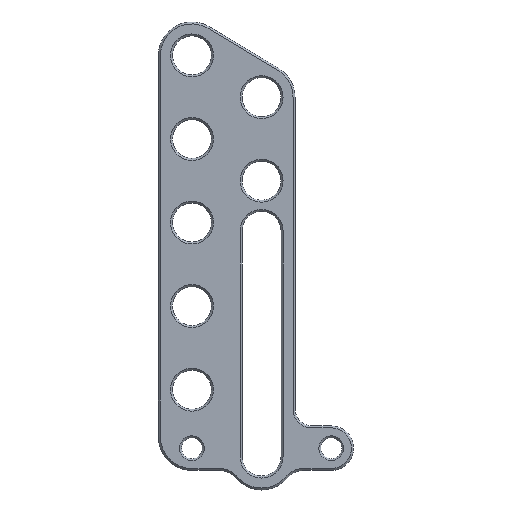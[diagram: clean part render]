
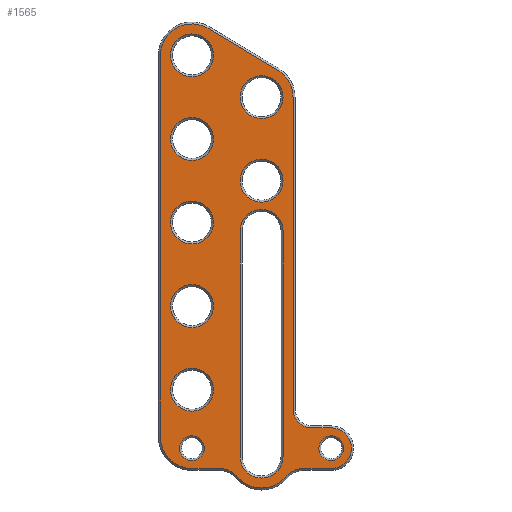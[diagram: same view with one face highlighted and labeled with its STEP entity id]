
A CAD part, front view. The second image highlights one B-rep face of the part: STEP entity #1565.
In plain terms, the highlighted planar face has unit normal (0, -1, 0).
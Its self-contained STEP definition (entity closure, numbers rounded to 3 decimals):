
#15=FACE_BOUND('',#327,.T.);
#16=FACE_BOUND('',#328,.T.);
#17=FACE_BOUND('',#329,.T.);
#18=FACE_BOUND('',#330,.T.);
#19=FACE_BOUND('',#331,.T.);
#20=FACE_BOUND('',#332,.T.);
#21=FACE_BOUND('',#333,.T.);
#22=FACE_BOUND('',#334,.T.);
#23=FACE_BOUND('',#335,.T.);
#24=FACE_BOUND('',#336,.T.);
#72=CIRCLE('',#1678,3.85);
#74=CIRCLE('',#1682,3.85);
#77=CIRCLE('',#1688,5.65);
#78=CIRCLE('',#1689,4.35);
#79=CIRCLE('',#1690,5.65);
#80=CIRCLE('',#1691,4.35);
#81=CIRCLE('',#1692,3.65);
#82=CIRCLE('',#1693,3.35);
#83=CIRCLE('',#1694,5.65);
#84=CIRCLE('',#1695,5.65);
#85=CIRCLE('',#1696,3.85);
#86=CIRCLE('',#1697,2.225);
#87=CIRCLE('',#1698,3.85);
#88=CIRCLE('',#1699,3.85);
#89=CIRCLE('',#1700,3.85);
#90=CIRCLE('',#1701,3.85);
#91=CIRCLE('',#1702,3.85);
#92=CIRCLE('',#1703,3.85);
#93=CIRCLE('',#1704,2.225);
#223=FACE_OUTER_BOUND('',#326,.T.);
#326=EDGE_LOOP('',(#1090,#1091,#1092,#1093,#1094,#1095,#1096,#1097,#1098,
#1099,#1100,#1101,#1102,#1103));
#327=EDGE_LOOP('',(#1104));
#328=EDGE_LOOP('',(#1105));
#329=EDGE_LOOP('',(#1106));
#330=EDGE_LOOP('',(#1107));
#331=EDGE_LOOP('',(#1108));
#332=EDGE_LOOP('',(#1109));
#333=EDGE_LOOP('',(#1110));
#334=EDGE_LOOP('',(#1111));
#335=EDGE_LOOP('',(#1112));
#336=EDGE_LOOP('',(#1113,#1114,#1115,#1116));
#453=LINE('',#2432,#577);
#458=LINE('',#2446,#582);
#464=LINE('',#2464,#588);
#465=LINE('',#2468,#589);
#466=LINE('',#2476,#590);
#467=LINE('',#2480,#591);
#468=LINE('',#2484,#592);
#469=LINE('',#2488,#593);
#577=VECTOR('',#1889,10.);
#582=VECTOR('',#1902,10.);
#588=VECTOR('',#1922,10.);
#589=VECTOR('',#1925,10.);
#590=VECTOR('',#1932,10.);
#591=VECTOR('',#1935,10.);
#592=VECTOR('',#1938,10.);
#593=VECTOR('',#1941,10.);
#701=VERTEX_POINT('',#2429);
#702=VERTEX_POINT('',#2431);
#705=VERTEX_POINT('',#2438);
#707=VERTEX_POINT('',#2444);
#711=VERTEX_POINT('',#2462);
#712=VERTEX_POINT('',#2463);
#713=VERTEX_POINT('',#2465);
#714=VERTEX_POINT('',#2467);
#715=VERTEX_POINT('',#2469);
#716=VERTEX_POINT('',#2471);
#717=VERTEX_POINT('',#2473);
#718=VERTEX_POINT('',#2475);
#719=VERTEX_POINT('',#2477);
#720=VERTEX_POINT('',#2479);
#721=VERTEX_POINT('',#2481);
#722=VERTEX_POINT('',#2483);
#723=VERTEX_POINT('',#2485);
#724=VERTEX_POINT('',#2487);
#725=VERTEX_POINT('',#2490);
#726=VERTEX_POINT('',#2492);
#727=VERTEX_POINT('',#2494);
#728=VERTEX_POINT('',#2496);
#729=VERTEX_POINT('',#2498);
#730=VERTEX_POINT('',#2500);
#731=VERTEX_POINT('',#2502);
#732=VERTEX_POINT('',#2504);
#733=VERTEX_POINT('',#2506);
#838=EDGE_CURVE('',#701,#702,#453,.T.);
#842=EDGE_CURVE('',#705,#701,#72,.T.);
#845=EDGE_CURVE('',#707,#705,#458,.T.);
#847=EDGE_CURVE('',#702,#707,#74,.T.);
#854=EDGE_CURVE('',#711,#712,#464,.T.);
#855=EDGE_CURVE('',#713,#711,#77,.T.);
#856=EDGE_CURVE('',#714,#713,#465,.T.);
#857=EDGE_CURVE('',#715,#714,#78,.T.);
#858=EDGE_CURVE('',#716,#715,#79,.T.);
#859=EDGE_CURVE('',#717,#716,#80,.T.);
#860=EDGE_CURVE('',#718,#717,#466,.T.);
#861=EDGE_CURVE('',#719,#718,#81,.T.);
#862=EDGE_CURVE('',#720,#719,#467,.T.);
#863=EDGE_CURVE('',#721,#720,#82,.T.);
#864=EDGE_CURVE('',#722,#721,#468,.T.);
#865=EDGE_CURVE('',#723,#722,#83,.T.);
#866=EDGE_CURVE('',#724,#723,#469,.T.);
#867=EDGE_CURVE('',#712,#724,#84,.T.);
#868=EDGE_CURVE('',#725,#725,#85,.T.);
#869=EDGE_CURVE('',#726,#726,#86,.T.);
#870=EDGE_CURVE('',#727,#727,#87,.T.);
#871=EDGE_CURVE('',#728,#728,#88,.T.);
#872=EDGE_CURVE('',#729,#729,#89,.T.);
#873=EDGE_CURVE('',#730,#730,#90,.T.);
#874=EDGE_CURVE('',#731,#731,#91,.T.);
#875=EDGE_CURVE('',#732,#732,#92,.T.);
#876=EDGE_CURVE('',#733,#733,#93,.T.);
#1090=ORIENTED_EDGE('',*,*,#854,.F.);
#1091=ORIENTED_EDGE('',*,*,#855,.F.);
#1092=ORIENTED_EDGE('',*,*,#856,.F.);
#1093=ORIENTED_EDGE('',*,*,#857,.F.);
#1094=ORIENTED_EDGE('',*,*,#858,.F.);
#1095=ORIENTED_EDGE('',*,*,#859,.F.);
#1096=ORIENTED_EDGE('',*,*,#860,.F.);
#1097=ORIENTED_EDGE('',*,*,#861,.F.);
#1098=ORIENTED_EDGE('',*,*,#862,.F.);
#1099=ORIENTED_EDGE('',*,*,#863,.F.);
#1100=ORIENTED_EDGE('',*,*,#864,.F.);
#1101=ORIENTED_EDGE('',*,*,#865,.F.);
#1102=ORIENTED_EDGE('',*,*,#866,.F.);
#1103=ORIENTED_EDGE('',*,*,#867,.F.);
#1104=ORIENTED_EDGE('',*,*,#868,.F.);
#1105=ORIENTED_EDGE('',*,*,#869,.F.);
#1106=ORIENTED_EDGE('',*,*,#870,.F.);
#1107=ORIENTED_EDGE('',*,*,#871,.F.);
#1108=ORIENTED_EDGE('',*,*,#872,.F.);
#1109=ORIENTED_EDGE('',*,*,#873,.F.);
#1110=ORIENTED_EDGE('',*,*,#874,.F.);
#1111=ORIENTED_EDGE('',*,*,#875,.F.);
#1112=ORIENTED_EDGE('',*,*,#876,.F.);
#1113=ORIENTED_EDGE('',*,*,#838,.F.);
#1114=ORIENTED_EDGE('',*,*,#842,.F.);
#1115=ORIENTED_EDGE('',*,*,#845,.F.);
#1116=ORIENTED_EDGE('',*,*,#847,.F.);
#1527=PLANE('',#1687);
#1565=ADVANCED_FACE('',(#223,#15,#16,#17,#18,#19,#20,#21,#22,#23,#24),#1527,
 .F.);
#1678=AXIS2_PLACEMENT_3D('',#2440,#1895,#1896);
#1682=AXIS2_PLACEMENT_3D('',#2449,#1906,#1907);
#1687=AXIS2_PLACEMENT_3D('',#2461,#1920,#1921);
#1688=AXIS2_PLACEMENT_3D('',#2466,#1923,#1924);
#1689=AXIS2_PLACEMENT_3D('',#2470,#1926,#1927);
#1690=AXIS2_PLACEMENT_3D('',#2472,#1928,#1929);
#1691=AXIS2_PLACEMENT_3D('',#2474,#1930,#1931);
#1692=AXIS2_PLACEMENT_3D('',#2478,#1933,#1934);
#1693=AXIS2_PLACEMENT_3D('',#2482,#1936,#1937);
#1694=AXIS2_PLACEMENT_3D('',#2486,#1939,#1940);
#1695=AXIS2_PLACEMENT_3D('',#2489,#1942,#1943);
#1696=AXIS2_PLACEMENT_3D('',#2491,#1944,#1945);
#1697=AXIS2_PLACEMENT_3D('',#2493,#1946,#1947);
#1698=AXIS2_PLACEMENT_3D('',#2495,#1948,#1949);
#1699=AXIS2_PLACEMENT_3D('',#2497,#1950,#1951);
#1700=AXIS2_PLACEMENT_3D('',#2499,#1952,#1953);
#1701=AXIS2_PLACEMENT_3D('',#2501,#1954,#1955);
#1702=AXIS2_PLACEMENT_3D('',#2503,#1956,#1957);
#1703=AXIS2_PLACEMENT_3D('',#2505,#1958,#1959);
#1704=AXIS2_PLACEMENT_3D('',#2507,#1960,#1961);
#1889=DIRECTION('',(0.,0.,1.));
#1895=DIRECTION('center_axis',(0.,-1.,0.));
#1896=DIRECTION('ref_axis',(1.,0.,0.));
#1902=DIRECTION('',(0.,0.,-1.));
#1906=DIRECTION('center_axis',(0.,-1.,0.));
#1907=DIRECTION('ref_axis',(-1.,0.,0.));
#1920=DIRECTION('center_axis',(0.,1.,0.));
#1921=DIRECTION('ref_axis',(1.,0.,0.));
#1922=DIRECTION('',(0.,0.,1.));
#1923=DIRECTION('center_axis',(0.,1.,0.));
#1924=DIRECTION('ref_axis',(0.,0.,-1.));
#1925=DIRECTION('',(-1.,0.,0.));
#1926=DIRECTION('center_axis',(0.,-1.,0.));
#1927=DIRECTION('ref_axis',(0.418,0.,0.908));
#1928=DIRECTION('center_axis',(0.,1.,0.));
#1929=DIRECTION('ref_axis',(0.909,0.,-0.417));
#1930=DIRECTION('center_axis',(0.,-1.,0.));
#1931=DIRECTION('ref_axis',(-0.418,0.,0.908));
#1932=DIRECTION('',(-1.,0.,0.));
#1933=DIRECTION('center_axis',(0.,1.,0.));
#1934=DIRECTION('ref_axis',(0.,0.,1.));
#1935=DIRECTION('',(1.,0.,0.));
#1936=DIRECTION('center_axis',(0.,-1.,0.));
#1937=DIRECTION('ref_axis',(0.,0.,-1.));
#1938=DIRECTION('',(0.,0.,-1.));
#1939=DIRECTION('center_axis',(0.,1.,0.));
#1940=DIRECTION('ref_axis',(0.514,0.,0.857));
#1941=DIRECTION('',(0.857,0.,-0.514));
#1942=DIRECTION('center_axis',(0.,1.,0.));
#1943=DIRECTION('ref_axis',(-1.,0.,0.));
#1944=DIRECTION('center_axis',(0.,-1.,0.));
#1945=DIRECTION('ref_axis',(0.,0.,1.));
#1946=DIRECTION('center_axis',(0.,-1.,0.));
#1947=DIRECTION('ref_axis',(0.,0.,1.));
#1948=DIRECTION('center_axis',(0.,-1.,0.));
#1949=DIRECTION('ref_axis',(0.,0.,1.));
#1950=DIRECTION('center_axis',(0.,-1.,0.));
#1951=DIRECTION('ref_axis',(0.,0.,1.));
#1952=DIRECTION('center_axis',(0.,-1.,0.));
#1953=DIRECTION('ref_axis',(0.,0.,1.));
#1954=DIRECTION('center_axis',(0.,-1.,0.));
#1955=DIRECTION('ref_axis',(0.,0.,1.));
#1956=DIRECTION('center_axis',(0.,-1.,0.));
#1957=DIRECTION('ref_axis',(0.,0.,1.));
#1958=DIRECTION('center_axis',(0.,-1.,0.));
#1959=DIRECTION('ref_axis',(0.,0.,1.));
#1960=DIRECTION('center_axis',(0.,-1.,0.));
#1961=DIRECTION('ref_axis',(0.,0.,1.));
#2429=CARTESIAN_POINT('',(22.35,-2.8,-78.));
#2431=CARTESIAN_POINT('',(22.35,-2.8,-37.5));
#2432=CARTESIAN_POINT('',(22.35,-2.8,-39.75));
#2438=CARTESIAN_POINT('',(14.65,-2.8,-78.));
#2440=CARTESIAN_POINT('Origin',(18.5,-2.8,-78.));
#2444=CARTESIAN_POINT('',(14.65,-2.8,-37.5));
#2446=CARTESIAN_POINT('',(14.65,-2.8,-60.));
#2449=CARTESIAN_POINT('Origin',(18.5,-2.8,-37.5));
#2461=CARTESIAN_POINT('Origin',(17.5,-2.8,-42.));
#2462=CARTESIAN_POINT('',(0.35,-2.8,-74.5));
#2463=CARTESIAN_POINT('',(0.35,-2.8,-6.));
#2464=CARTESIAN_POINT('',(0.35,-2.8,-24.));
#2465=CARTESIAN_POINT('',(6.,-2.8,-80.15));
#2466=CARTESIAN_POINT('Origin',(6.,-2.8,-74.5));
#2467=CARTESIAN_POINT('',(10.901,-2.8,-80.15));
#2468=CARTESIAN_POINT('',(11.75,-2.8,-80.15));
#2469=CARTESIAN_POINT('',(14.206,-2.8,-81.672));
#2470=CARTESIAN_POINT('Origin',(10.901,-2.8,-84.5));
#2471=CARTESIAN_POINT('',(22.794,-2.8,-81.672));
#2472=CARTESIAN_POINT('Origin',(18.5,-2.8,-78.));
#2473=CARTESIAN_POINT('',(26.099,-2.8,-80.15));
#2474=CARTESIAN_POINT('Origin',(26.099,-2.8,-84.5));
#2475=CARTESIAN_POINT('',(31.,-2.8,-80.15));
#2476=CARTESIAN_POINT('',(20.727,-2.8,-80.15));
#2477=CARTESIAN_POINT('',(31.,-2.8,-72.85));
#2478=CARTESIAN_POINT('Origin',(31.,-2.8,-76.5));
#2479=CARTESIAN_POINT('',(27.5,-2.8,-72.85));
#2480=CARTESIAN_POINT('',(24.25,-2.8,-72.85));
#2481=CARTESIAN_POINT('',(24.15,-2.8,-69.5));
#2482=CARTESIAN_POINT('Origin',(27.5,-2.8,-69.5));
#2483=CARTESIAN_POINT('',(24.15,-2.8,-13.5));
#2484=CARTESIAN_POINT('',(24.15,-2.8,-55.75));
#2485=CARTESIAN_POINT('',(21.407,-2.8,-8.655));
#2486=CARTESIAN_POINT('Origin',(18.5,-2.8,-13.5));
#2487=CARTESIAN_POINT('',(8.907,-2.8,-1.155));
#2488=CARTESIAN_POINT('',(27.326,-2.8,-12.207));
#2489=CARTESIAN_POINT('Origin',(6.,-2.8,-6.));
#2490=CARTESIAN_POINT('',(6.,-2.8,-69.85));
#2491=CARTESIAN_POINT('Origin',(6.,-2.8,-66.));
#2492=CARTESIAN_POINT('',(31.,-2.8,-78.725));
#2493=CARTESIAN_POINT('Origin',(31.,-2.8,-76.5));
#2494=CARTESIAN_POINT('',(6.,-2.8,-54.85));
#2495=CARTESIAN_POINT('Origin',(6.,-2.8,-51.));
#2496=CARTESIAN_POINT('',(18.5,-2.8,-32.35));
#2497=CARTESIAN_POINT('Origin',(18.5,-2.8,-28.5));
#2498=CARTESIAN_POINT('',(6.,-2.8,-9.85));
#2499=CARTESIAN_POINT('Origin',(6.,-2.8,-6.));
#2500=CARTESIAN_POINT('',(18.5,-2.8,-17.35));
#2501=CARTESIAN_POINT('Origin',(18.5,-2.8,-13.5));
#2502=CARTESIAN_POINT('',(6.,-2.8,-24.85));
#2503=CARTESIAN_POINT('Origin',(6.,-2.8,-21.));
#2504=CARTESIAN_POINT('',(6.,-2.8,-39.85));
#2505=CARTESIAN_POINT('Origin',(6.,-2.8,-36.));
#2506=CARTESIAN_POINT('',(6.,-2.8,-78.725));
#2507=CARTESIAN_POINT('Origin',(6.,-2.8,-76.5));
